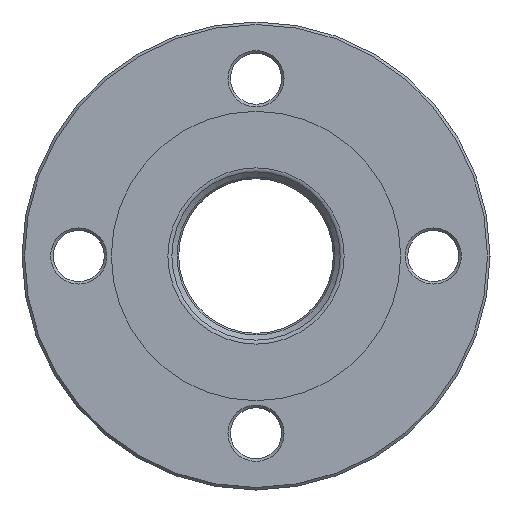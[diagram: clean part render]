
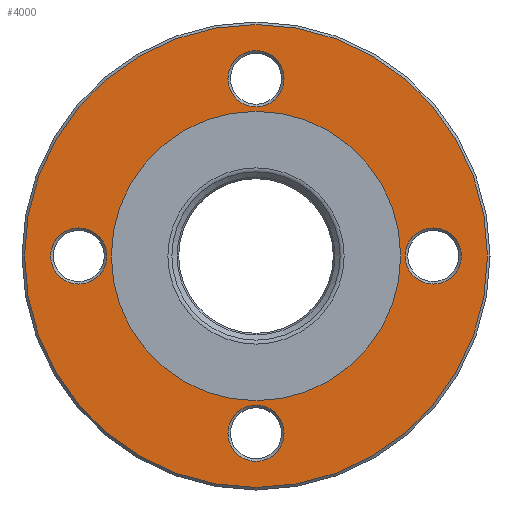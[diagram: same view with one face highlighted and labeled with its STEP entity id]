
A CAD part, left-side view. The second image highlights one B-rep face of the part: STEP entity #4000.
In plain terms, the highlighted planar face has unit normal (-1, 0, 0).
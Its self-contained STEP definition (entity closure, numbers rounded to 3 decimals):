
#3829=CARTESIAN_POINT('',(-100.,0.,-51.));
#3830=VERTEX_POINT('',#3829);
#3831=CARTESIAN_POINT('',(-100.,0.,0.));
#3832=DIRECTION('',(-1.,0.,0.));
#3833=DIRECTION('',(0.,0.,-1.));
#3834=AXIS2_PLACEMENT_3D('',#3831,#3832,#3833);
#3835=CIRCLE('',#3834,51.);
#3836=EDGE_CURVE('',#3830,#3830,#3835,.T.);
#3892=CARTESIAN_POINT('',(-100.,0.,-0.));
#3893=DIRECTION('',(1.,0.,0.));
#3894=DIRECTION('',(0.,0.,-1.));
#3895=AXIS2_PLACEMENT_3D('',#3892,#3893,#3894);
#3896=PLANE('',#3895);
#3897=CARTESIAN_POINT('',(-100.,-0.,52.6));
#3898=VERTEX_POINT('',#3897);
#3899=CARTESIAN_POINT('',(-100.,-0.,72.4));
#3900=VERTEX_POINT('',#3899);
#3901=CARTESIAN_POINT('',(-100.,-0.,62.5));
#3902=DIRECTION('',(1.,0.,0.));
#3903=DIRECTION('',(0.,0.,-1.));
#3904=AXIS2_PLACEMENT_3D('',#3901,#3902,#3903);
#3905=CIRCLE('',#3904,9.9);
#3906=EDGE_CURVE('',#3898,#3900,#3905,.T.);
#3907=ORIENTED_EDGE('',*,*,#3906,.T.);
#3908=CARTESIAN_POINT('',(-100.,-0.,62.5));
#3909=DIRECTION('',(1.,0.,0.));
#3910=DIRECTION('',(0.,0.,-1.));
#3911=AXIS2_PLACEMENT_3D('',#3908,#3909,#3910);
#3912=CIRCLE('',#3911,9.9);
#3913=EDGE_CURVE('',#3900,#3898,#3912,.T.);
#3914=ORIENTED_EDGE('',*,*,#3913,.T.);
#3915=EDGE_LOOP('',(#3907,#3914));
#3916=FACE_BOUND('',#3915,.T.);
#3917=CARTESIAN_POINT('',(-100.,62.5,-9.9));
#3918=VERTEX_POINT('',#3917);
#3919=CARTESIAN_POINT('',(-100.,62.5,9.9));
#3920=VERTEX_POINT('',#3919);
#3921=CARTESIAN_POINT('',(-100.,62.5,0.));
#3922=DIRECTION('',(1.,0.,0.));
#3923=DIRECTION('',(0.,0.,-1.));
#3924=AXIS2_PLACEMENT_3D('',#3921,#3922,#3923);
#3925=CIRCLE('',#3924,9.9);
#3926=EDGE_CURVE('',#3918,#3920,#3925,.T.);
#3927=ORIENTED_EDGE('',*,*,#3926,.T.);
#3928=CARTESIAN_POINT('',(-100.,62.5,0.));
#3929=DIRECTION('',(1.,0.,0.));
#3930=DIRECTION('',(0.,0.,-1.));
#3931=AXIS2_PLACEMENT_3D('',#3928,#3929,#3930);
#3932=CIRCLE('',#3931,9.9);
#3933=EDGE_CURVE('',#3920,#3918,#3932,.T.);
#3934=ORIENTED_EDGE('',*,*,#3933,.T.);
#3935=EDGE_LOOP('',(#3927,#3934));
#3936=FACE_BOUND('',#3935,.T.);
#3937=CARTESIAN_POINT('',(-100.,-0.,-72.4));
#3938=VERTEX_POINT('',#3937);
#3939=CARTESIAN_POINT('',(-100.,-0.,-52.6));
#3940=VERTEX_POINT('',#3939);
#3941=CARTESIAN_POINT('',(-100.,-0.,-62.5));
#3942=DIRECTION('',(1.,0.,0.));
#3943=DIRECTION('',(0.,0.,-1.));
#3944=AXIS2_PLACEMENT_3D('',#3941,#3942,#3943);
#3945=CIRCLE('',#3944,9.9);
#3946=EDGE_CURVE('',#3938,#3940,#3945,.T.);
#3947=ORIENTED_EDGE('',*,*,#3946,.T.);
#3948=CARTESIAN_POINT('',(-100.,-0.,-62.5));
#3949=DIRECTION('',(1.,0.,0.));
#3950=DIRECTION('',(0.,0.,-1.));
#3951=AXIS2_PLACEMENT_3D('',#3948,#3949,#3950);
#3952=CIRCLE('',#3951,9.9);
#3953=EDGE_CURVE('',#3940,#3938,#3952,.T.);
#3954=ORIENTED_EDGE('',*,*,#3953,.T.);
#3955=EDGE_LOOP('',(#3947,#3954));
#3956=FACE_BOUND('',#3955,.T.);
#3957=CARTESIAN_POINT('',(-100.,-62.5,-9.9));
#3958=VERTEX_POINT('',#3957);
#3959=CARTESIAN_POINT('',(-100.,-62.5,9.9));
#3960=VERTEX_POINT('',#3959);
#3961=CARTESIAN_POINT('',(-100.,-62.5,0.));
#3962=DIRECTION('',(1.,0.,0.));
#3963=DIRECTION('',(0.,0.,-1.));
#3964=AXIS2_PLACEMENT_3D('',#3961,#3962,#3963);
#3965=CIRCLE('',#3964,9.9);
#3966=EDGE_CURVE('',#3958,#3960,#3965,.T.);
#3967=ORIENTED_EDGE('',*,*,#3966,.T.);
#3968=CARTESIAN_POINT('',(-100.,-62.5,0.));
#3969=DIRECTION('',(1.,0.,0.));
#3970=DIRECTION('',(0.,0.,-1.));
#3971=AXIS2_PLACEMENT_3D('',#3968,#3969,#3970);
#3972=CIRCLE('',#3971,9.9);
#3973=EDGE_CURVE('',#3960,#3958,#3972,.T.);
#3974=ORIENTED_EDGE('',*,*,#3973,.T.);
#3975=EDGE_LOOP('',(#3967,#3974));
#3976=FACE_BOUND('',#3975,.T.);
#3977=CARTESIAN_POINT('',(-100.,-0.,-81.598));
#3978=VERTEX_POINT('',#3977);
#3979=CARTESIAN_POINT('',(-100.,81.598,-0.));
#3980=VERTEX_POINT('',#3979);
#3981=CARTESIAN_POINT('',(-100.,-0.,0.));
#3982=DIRECTION('',(-1.,-0.,-0.));
#3983=DIRECTION('',(0.,0.,-1.));
#3984=AXIS2_PLACEMENT_3D('',#3981,#3982,#3983);
#3985=CIRCLE('',#3984,81.598);
#3986=EDGE_CURVE('',#3978,#3980,#3985,.T.);
#3987=ORIENTED_EDGE('',*,*,#3986,.T.);
#3988=CARTESIAN_POINT('',(-100.,-0.,0.));
#3989=DIRECTION('',(-1.,-0.,-0.));
#3990=DIRECTION('',(0.,0.,-1.));
#3991=AXIS2_PLACEMENT_3D('',#3988,#3989,#3990);
#3992=CIRCLE('',#3991,81.598);
#3993=EDGE_CURVE('',#3980,#3978,#3992,.T.);
#3994=ORIENTED_EDGE('',*,*,#3993,.T.);
#3995=EDGE_LOOP('',(#3987,#3994));
#3996=FACE_BOUND('',#3995,.T.);
#3997=ORIENTED_EDGE('',*,*,#3836,.F.);
#3998=EDGE_LOOP('',(#3997));
#3999=FACE_BOUND('',#3998,.T.);
#4000=ADVANCED_FACE('',(#3916,#3936,#3956,#3976,#3996,#3999),#3896,.F.);
